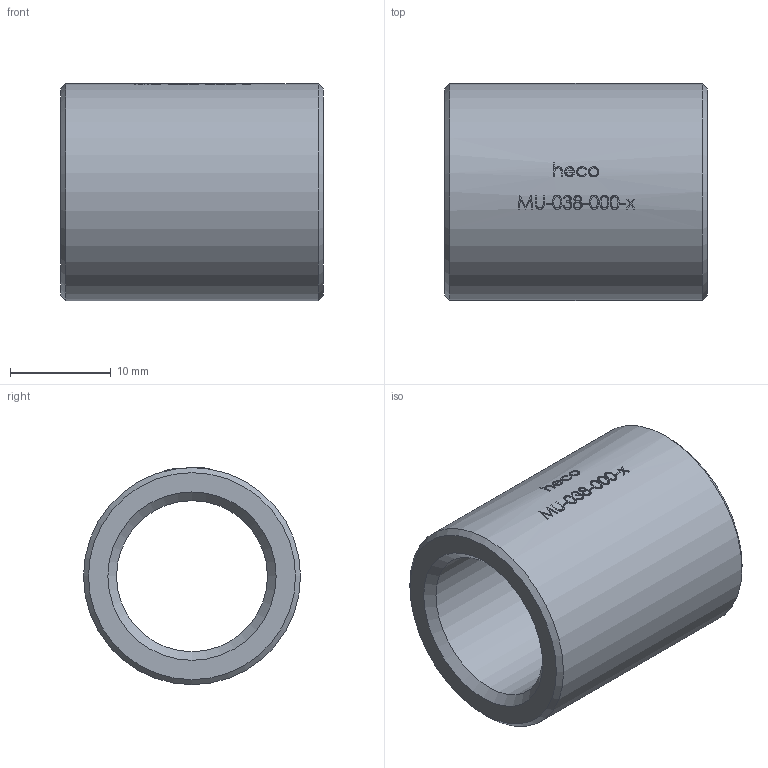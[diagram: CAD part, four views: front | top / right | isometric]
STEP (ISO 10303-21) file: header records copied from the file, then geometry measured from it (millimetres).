
FILE_DESCRIPTION (( 'STEP AP214' ), '1' );
FILE_NAME ('MU-038-000-x Muffe 2305.STEP', '2023-05-03T11:16:26', ( '' ), ( '' ), 'SwSTEP 2.0', 'SolidWorks 2019', '' );
FILE_SCHEMA (( 'AUTOMOTIVE_DESIGN' ));
Length unit declared in the file: millimetre
Products named in the file (1): MU-038-000-x Muffe 2305
Bounding box: 26 x 21.5 x 21.53 mm (x, y, z)
Volume: 4822.8 mm3; surface area: 3269.9 mm2
Topology: 1 solids, 1 shells, 200 faces, 518 edges, 344 vertices
Faces by surface type: bspline 109, plane 61, cylinder 26, cone 4
Full cylindrical faces by diameter (mm): 14.95 x1, 21.5 x1
Entity records: 12332 total; most frequent: CARTESIAN_POINT 6186, ORIENTED_EDGE 1024, EDGE_CURVE 512, DIRECTION 480, VERTEX_POINT 344, B_SPLINE_CURVE_WITH_KNOTS 256, EDGE_LOOP 232, LINE 216
